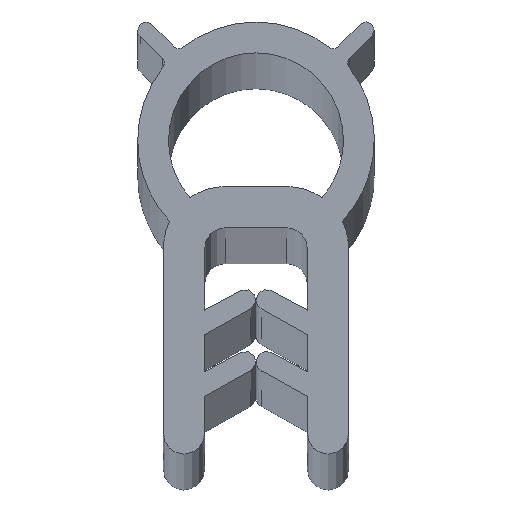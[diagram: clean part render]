
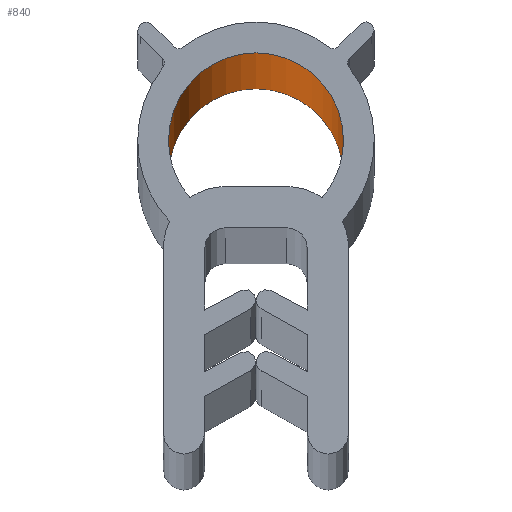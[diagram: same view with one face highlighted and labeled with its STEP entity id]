
A CAD part, top view. The second image highlights one B-rep face of the part: STEP entity #840.
In plain terms, the highlighted cylindrical face has radius 4.25 mm (diameter 8.5 mm), a partial arc.
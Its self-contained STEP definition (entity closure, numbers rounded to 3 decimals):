
#18 = VERTEX_POINT ( 'NONE', #1763 ) ;
#92 = EDGE_LOOP ( 'NONE', ( #1741, #1723, #1724, #1722 ) ) ;
#121 = EDGE_CURVE ( 'NONE', #1686, #1680, #1777, .T. ) ;
#167 = CIRCLE ( 'NONE', #1459, 4.25 ) ;
#168 = CIRCLE ( 'NONE', #1457, 4.25 ) ;
#192 = CYLINDRICAL_SURFACE ( 'NONE', #1281, 4.25 ) ;
#228 = FACE_OUTER_BOUND ( 'NONE', #92, .T. ) ;
#598 = CARTESIAN_POINT ( 'NONE',  ( 0., -5.75, -500. ) ) ;
#602 = DIRECTION ( 'NONE',  ( 0., 0., 1. ) ) ;
#603 = DIRECTION ( 'NONE',  ( 1., 0., 0. ) ) ;
#604 = CARTESIAN_POINT ( 'NONE',  ( 0., -5.75, 500. ) ) ;
#605 = LINE ( 'NONE', #606, #1460 ) ;
#606 = CARTESIAN_POINT ( 'NONE',  ( -4.25, -5.75, 500. ) ) ;
#607 = DIRECTION ( 'NONE',  ( 0., 0., -1. ) ) ;
#608 = DIRECTION ( 'NONE',  ( 0., 0., 1. ) ) ;
#609 = DIRECTION ( 'NONE',  ( 1., 0., 0. ) ) ;
#710 = CARTESIAN_POINT ( 'NONE',  ( 4.25, -5.75, -500. ) ) ;
#711 = CARTESIAN_POINT ( 'NONE',  ( -4.25, -5.75, 500. ) ) ;
#715 = CARTESIAN_POINT ( 'NONE',  ( 4.25, -5.75, 500. ) ) ;
#840 = ADVANCED_FACE ( 'NONE', ( #228 ), #192, .F. ) ;
#970 = EDGE_CURVE ( 'NONE', #1680, #18, #168, .T. ) ;
#971 = EDGE_CURVE ( 'NONE', #1681, #18, #605, .T. ) ;
#972 = EDGE_CURVE ( 'NONE', #1686, #1681, #167, .T. ) ;
#1281 = AXIS2_PLACEMENT_3D ( 'NONE', #1334, #1341, #1342 ) ;
#1282 = VECTOR ( 'NONE', #1779, 1000. ) ;
#1334 = CARTESIAN_POINT ( 'NONE',  ( 0., -5.75, 500. ) ) ;
#1341 = DIRECTION ( 'NONE',  ( 0., 0., -1. ) ) ;
#1342 = DIRECTION ( 'NONE',  ( -1., 0., 0. ) ) ;
#1457 = AXIS2_PLACEMENT_3D ( 'NONE', #598, #602, #603 ) ;
#1459 = AXIS2_PLACEMENT_3D ( 'NONE', #604, #608, #609 ) ;
#1460 = VECTOR ( 'NONE', #607, 1000. ) ;
#1680 = VERTEX_POINT ( 'NONE', #710 ) ;
#1681 = VERTEX_POINT ( 'NONE', #711 ) ;
#1686 = VERTEX_POINT ( 'NONE', #715 ) ;
#1722 = ORIENTED_EDGE ( 'NONE', *, *, #970, .F. ) ;
#1723 = ORIENTED_EDGE ( 'NONE', *, *, #972, .T. ) ;
#1724 = ORIENTED_EDGE ( 'NONE', *, *, #971, .T. ) ;
#1741 = ORIENTED_EDGE ( 'NONE', *, *, #121, .F. ) ;
#1763 = CARTESIAN_POINT ( 'NONE',  ( -4.25, -5.75, -500. ) ) ;
#1777 = LINE ( 'NONE', #1778, #1282 ) ;
#1778 = CARTESIAN_POINT ( 'NONE',  ( 4.25, -5.75, 500. ) ) ;
#1779 = DIRECTION ( 'NONE',  ( 0., 0., -1. ) ) ;
